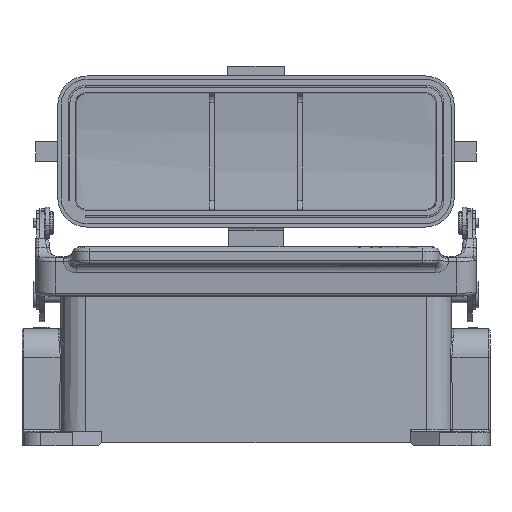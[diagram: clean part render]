
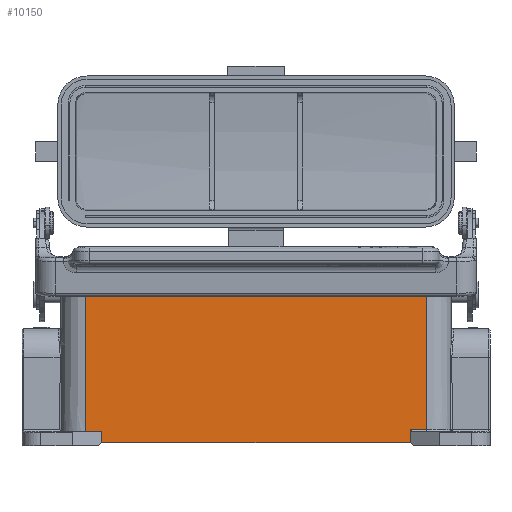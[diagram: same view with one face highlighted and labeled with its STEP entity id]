
A CAD part, left-side view. The second image highlights one B-rep face of the part: STEP entity #10150.
In plain terms, the highlighted planar face has unit normal (-1, 0, 0.009).
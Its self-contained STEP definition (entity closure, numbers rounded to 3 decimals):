
#3595=LINE('',#65513,#6060);
#3650=LINE('',#65974,#6115);
#3655=LINE('',#65988,#6120);
#3663=LINE('',#66017,#6128);
#3666=LINE('',#66024,#6131);
#3807=LINE('',#66736,#6272);
#3822=LINE('',#66892,#6287);
#3825=LINE('',#66917,#6290);
#3826=LINE('',#66919,#6291);
#3827=LINE('',#66921,#6292);
#3828=LINE('',#66922,#6293);
#3829=LINE('',#66924,#6294);
#6060=VECTOR('',#43056,1.);
#6115=VECTOR('',#43271,1.);
#6120=VECTOR('',#43284,1.);
#6128=VECTOR('',#43310,1.);
#6131=VECTOR('',#43315,1.);
#6272=VECTOR('',#43698,1.);
#6287=VECTOR('',#43753,1.);
#6290=VECTOR('',#43782,1.);
#6291=VECTOR('',#43785,1.);
#6292=VECTOR('',#43786,1.);
#6293=VECTOR('',#43787,1.);
#6294=VECTOR('',#43788,1.);
#10150=ADVANCED_FACE('',(#12750),#11236,.T.);
#11236=PLANE('',#36840);
#12750=FACE_OUTER_BOUND('',#14736,.T.);
#14736=EDGE_LOOP('',(#22922,#22923,#22924,#22925,#22926,#22927,#22928,#22929,
#22930,#22931,#22932,#22933));
#22922=ORIENTED_EDGE('',*,*,#32507,.T.);
#22923=ORIENTED_EDGE('',*,*,#32519,.T.);
#22924=ORIENTED_EDGE('',*,*,#32520,.T.);
#22925=ORIENTED_EDGE('',*,*,#32105,.T.);
#22926=ORIENTED_EDGE('',*,*,#32521,.F.);
#22927=ORIENTED_EDGE('',*,*,#32522,.T.);
#22928=ORIENTED_EDGE('',*,*,#32223,.T.);
#22929=ORIENTED_EDGE('',*,*,#32230,.F.);
#22930=ORIENTED_EDGE('',*,*,#32242,.F.);
#22931=ORIENTED_EDGE('',*,*,#32245,.T.);
#22932=ORIENTED_EDGE('',*,*,#32476,.T.);
#22933=ORIENTED_EDGE('',*,*,#32518,.T.);
#27603=VERTEX_POINT('',#65512);
#27604=VERTEX_POINT('',#65514);
#27681=VERTEX_POINT('',#65973);
#27682=VERTEX_POINT('',#65975);
#27686=VERTEX_POINT('',#65987);
#27693=VERTEX_POINT('',#66018);
#27695=VERTEX_POINT('',#66023);
#27848=VERTEX_POINT('',#66735);
#27864=VERTEX_POINT('',#66891);
#27865=VERTEX_POINT('',#66893);
#27870=VERTEX_POINT('',#66920);
#27871=VERTEX_POINT('',#66923);
#32105=EDGE_CURVE('',#27604,#27603,#3595,.T.);
#32223=EDGE_CURVE('',#27682,#27681,#3650,.T.);
#32230=EDGE_CURVE('',#27686,#27681,#3655,.T.);
#32242=EDGE_CURVE('',#27693,#27686,#3663,.T.);
#32245=EDGE_CURVE('',#27693,#27695,#3666,.T.);
#32476=EDGE_CURVE('',#27695,#27848,#3807,.T.);
#32507=EDGE_CURVE('',#27865,#27864,#3822,.T.);
#32518=EDGE_CURVE('',#27848,#27865,#3825,.T.);
#32519=EDGE_CURVE('',#27864,#27870,#3826,.T.);
#32520=EDGE_CURVE('',#27870,#27604,#3827,.T.);
#32521=EDGE_CURVE('',#27871,#27603,#3828,.T.);
#32522=EDGE_CURVE('',#27871,#27682,#3829,.T.);
#36840=AXIS2_PLACEMENT_3D('',#66925,#43789,#43790);
#43056=DIRECTION('',(0.,1.,0.));
#43271=DIRECTION('',(-0.009,0.,-1.));
#43284=DIRECTION('',(0.,1.,0.));
#43310=DIRECTION('',(0.009,0.,1.));
#43315=DIRECTION('',(0.,-1.,0.));
#43698=DIRECTION('',(0.009,0.,1.));
#43753=DIRECTION('',(0.009,0.,1.));
#43782=DIRECTION('',(0.,-1.,0.));
#43785=DIRECTION('',(0.,1.,0.));
#43786=DIRECTION('',(-0.009,0.,-1.));
#43787=DIRECTION('',(-0.009,0.,-1.));
#43788=DIRECTION('',(0.,1.,0.));
#43789=DIRECTION('',(-1.,0.,0.009));
#43790=DIRECTION('',(0.,1.,0.));
#65512=CARTESIAN_POINT('',(-21.526,1.6,48.));
#65513=CARTESIAN_POINT('',(-21.526,-1.6,48.));
#65514=CARTESIAN_POINT('',(-21.526,-1.6,48.));
#65973=CARTESIAN_POINT('',(-21.906,52.5,4.5));
#65974=CARTESIAN_POINT('',(-21.5,52.5,51.));
#65975=CARTESIAN_POINT('',(-21.5,52.5,51.));
#65987=CARTESIAN_POINT('',(-21.906,47.5,4.5));
#65988=CARTESIAN_POINT('',(-21.906,47.5,4.5));
#66017=CARTESIAN_POINT('',(-21.936,47.5,1.));
#66018=CARTESIAN_POINT('',(-21.936,47.5,1.));
#66023=CARTESIAN_POINT('',(-21.936,-47.5,1.));
#66024=CARTESIAN_POINT('',(-21.936,47.5,1.));
#66735=CARTESIAN_POINT('',(-21.901,-47.5,4.996));
#66736=CARTESIAN_POINT('',(-21.936,-47.5,1.));
#66891=CARTESIAN_POINT('',(-21.5,-52.5,51.));
#66892=CARTESIAN_POINT('',(-21.901,-52.5,4.996));
#66893=CARTESIAN_POINT('',(-21.901,-52.5,4.996));
#66917=CARTESIAN_POINT('',(-21.901,-47.5,4.996));
#66919=CARTESIAN_POINT('',(-21.5,-52.5,51.));
#66920=CARTESIAN_POINT('',(-21.5,-1.6,51.));
#66921=CARTESIAN_POINT('',(-21.5,-1.6,51.));
#66922=CARTESIAN_POINT('',(-21.5,1.6,51.));
#66923=CARTESIAN_POINT('',(-21.5,1.6,51.));
#66924=CARTESIAN_POINT('',(-21.5,1.6,51.));
#66925=CARTESIAN_POINT('',(-21.5,55.148,51.));
